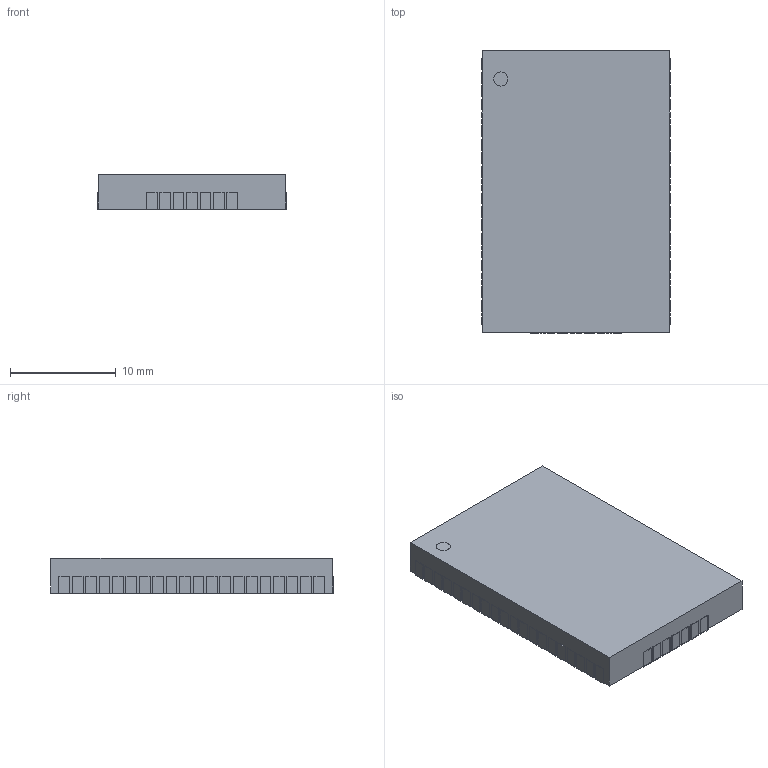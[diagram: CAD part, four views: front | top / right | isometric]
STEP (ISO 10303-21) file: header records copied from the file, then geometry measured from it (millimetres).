
FILE_DESCRIPTION (( 'STEP AP214' ), '1' );
FILE_NAME ('RN2483A-I-RM105.STEP', '2023-12-11T04:32:19', ( 'USER' ), ( '' ), 'SwSTEP 2.0', 'SolidWorks 2016', '' );
FILE_SCHEMA (( 'AUTOMOTIVE_DESIGN' ));
Length unit declared in the file: millimetre
Products named in the file (1): RN2483A-I-RM105
Bounding box: 17.88 x 26.72 x 3.35 mm (x, y, z)
Volume: 1571.7 mm3; surface area: 1494.1 mm2
Topology: 49 solids, 49 shells, 386 faces, 864 edges, 576 vertices
Faces by surface type: plane 384, cylinder 2
Entity records: 10958 total; most frequent: CARTESIAN_POINT 1827, ORIENTED_EDGE 1728, DIRECTION 1642, EDGE_CURVE 864, VECTOR 860, LINE 860, VERTEX_POINT 576, AXIS2_PLACEMENT_3D 391
